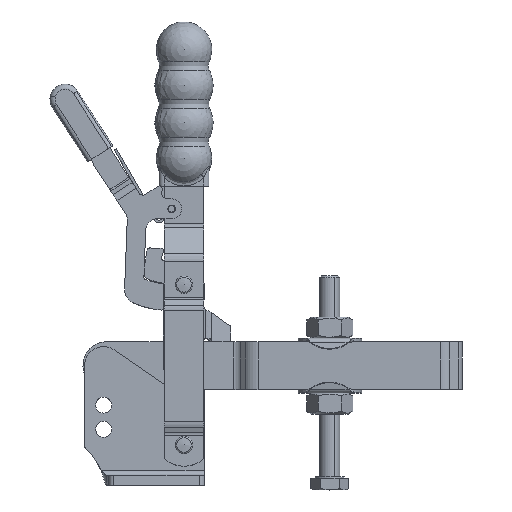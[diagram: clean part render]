
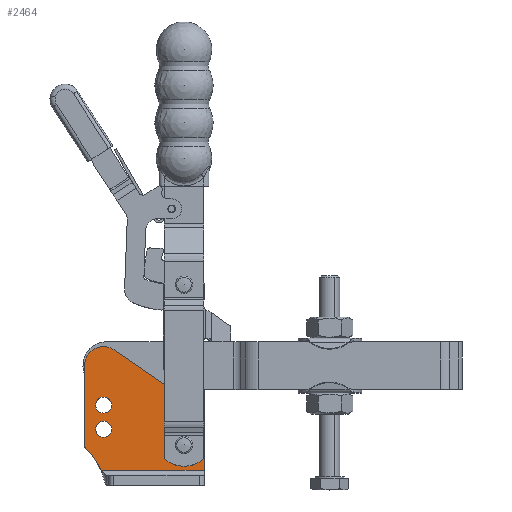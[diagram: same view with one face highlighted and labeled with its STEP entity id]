
A CAD part, top view. The second image highlights one B-rep face of the part: STEP entity #2464.
In plain terms, the highlighted planar face has unit normal (0, 0, 1).
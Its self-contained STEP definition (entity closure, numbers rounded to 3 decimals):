
#130=CARTESIAN_POINT('',(-21.571,40.666,4.));
#131=VERTEX_POINT('',#130);
#140=CARTESIAN_POINT('',(-15.201,40.666,4.));
#141=VERTEX_POINT('',#140);
#142=CARTESIAN_POINT('',(-18.386,40.666,4.));
#143=DIRECTION('',(0.0,0.0,-1.0));
#144=DIRECTION('',(-1.0,0.0,0.0));
#145=AXIS2_PLACEMENT_3D('',#142,#143,#144);
#146=CIRCLE('',#145,3.185);
#147=EDGE_CURVE('',#141,#131,#146,.T.);
#172=CARTESIAN_POINT('',(-21.571,31.046,4.));
#173=VERTEX_POINT('',#172);
#182=CARTESIAN_POINT('',(-15.201,31.046,4.));
#183=VERTEX_POINT('',#182);
#184=CARTESIAN_POINT('',(-18.386,31.046,4.));
#185=DIRECTION('',(0.0,0.0,-1.0));
#186=DIRECTION('',(-1.0,0.0,0.0));
#187=AXIS2_PLACEMENT_3D('',#184,#185,#186);
#188=CIRCLE('',#187,3.185);
#189=EDGE_CURVE('',#183,#173,#188,.T.);
#214=CARTESIAN_POINT('',(10.419,24.786,4.0));
#215=VERTEX_POINT('',#214);
#224=CARTESIAN_POINT('',(16.769,24.786,4.));
#225=VERTEX_POINT('',#224);
#226=CARTESIAN_POINT('',(13.594,24.786,4.));
#227=DIRECTION('',(0.0,0.0,1.0));
#228=DIRECTION('',(-1.0,0.0,0.0));
#229=AXIS2_PLACEMENT_3D('',#226,#227,#228);
#230=CIRCLE('',#229,3.175);
#231=EDGE_CURVE('',#215,#225,#230,.T.);
#2068=CARTESIAN_POINT('',(13.594,24.786,4.));
#2069=DIRECTION('',(0.0,0.0,1.0));
#2070=DIRECTION('',(-1.0,0.0,0.0));
#2071=AXIS2_PLACEMENT_3D('',#2068,#2069,#2070);
#2072=CIRCLE('',#2071,3.175);
#2073=EDGE_CURVE('',#225,#215,#2072,.T.);
#2274=CARTESIAN_POINT('',(-19.375,14.787,4.));
#2275=VERTEX_POINT('',#2274);
#2340=CARTESIAN_POINT('',(21.614,14.787,4.));
#2341=VERTEX_POINT('',#2340);
#2349=CARTESIAN_POINT('',(-19.375,14.787,4.));
#2350=DIRECTION('',(1.0,0.0,0.0));
#2351=VECTOR('',#2350,40.989);
#2352=LINE('',#2349,#2351);
#2353=EDGE_CURVE('',#2275,#2341,#2352,.T.);
#2365=CARTESIAN_POINT('',(-1.833,24.328,4.));
#2366=DIRECTION('',(0.0,0.0,1.0));
#2367=DIRECTION('',(1.0,0.0,0.0));
#2368=AXIS2_PLACEMENT_3D('',#2365,#2366,#2367);
#2369=PLANE('',#2368);
#2370=ORIENTED_EDGE('',*,*,#2353,.T.);
#2371=CARTESIAN_POINT('',(21.614,46.641,4.));
#2372=VERTEX_POINT('',#2371);
#2373=CARTESIAN_POINT('',(21.614,46.641,4.));
#2374=DIRECTION('',(0.0,-1.0,0.0));
#2375=VECTOR('',#2374,31.854);
#2376=LINE('',#2373,#2375);
#2377=EDGE_CURVE('',#2372,#2341,#2376,.T.);
#2378=ORIENTED_EDGE('',*,*,#2377,.F.);
#2379=CARTESIAN_POINT('',(19.978,47.413,4.));
#2380=VERTEX_POINT('',#2379);
#2381=CARTESIAN_POINT('',(20.614,46.641,4.));
#2382=DIRECTION('',(0.0,0.0,-1.0));
#2383=DIRECTION('',(1.0,0.0,0.0));
#2384=AXIS2_PLACEMENT_3D('',#2381,#2382,#2383);
#2385=CIRCLE('',#2384,1.0);
#2386=EDGE_CURVE('',#2380,#2372,#2385,.T.);
#2387=ORIENTED_EDGE('',*,*,#2386,.F.);
#2388=CARTESIAN_POINT('',(8.686,46.919,4.));
#2389=VERTEX_POINT('',#2388);
#2390=CARTESIAN_POINT('',(14.004,54.656,4.));
#2391=DIRECTION('',(0.,0.,1.));
#2392=DIRECTION('',(0.566,0.824,0.));
#2393=AXIS2_PLACEMENT_3D('',#2390,#2391,#2392);
#2394=CIRCLE('',#2393,9.389);
#2395=EDGE_CURVE('',#2389,#2380,#2394,.T.);
#2396=ORIENTED_EDGE('',*,*,#2395,.F.);
#2397=CARTESIAN_POINT('',(-14.161,62.621,4.));
#2398=VERTEX_POINT('',#2397);
#2399=CARTESIAN_POINT('',(-14.161,62.621,4.));
#2400=DIRECTION('',(0.824,-0.566,0.0));
#2401=VECTOR('',#2400,27.723);
#2402=LINE('',#2399,#2401);
#2403=EDGE_CURVE('',#2398,#2389,#2402,.T.);
#2404=ORIENTED_EDGE('',*,*,#2403,.F.);
#2405=CARTESIAN_POINT('',(-26.011,56.386,4.));
#2406=VERTEX_POINT('',#2405);
#2407=CARTESIAN_POINT('',(-18.446,56.386,4.));
#2408=DIRECTION('',(0.,0.,-1.0));
#2409=DIRECTION('',(0.566,0.824,0.));
#2410=AXIS2_PLACEMENT_3D('',#2407,#2408,#2409);
#2411=CIRCLE('',#2410,7.565);
#2412=EDGE_CURVE('',#2406,#2398,#2411,.T.);
#2413=ORIENTED_EDGE('',*,*,#2412,.F.);
#2414=CARTESIAN_POINT('',(-26.011,24.305,4.));
#2415=VERTEX_POINT('',#2414);
#2416=CARTESIAN_POINT('',(-26.011,24.305,4.));
#2417=DIRECTION('',(0.0,1.0,0.0));
#2418=VECTOR('',#2417,32.082);
#2419=LINE('',#2416,#2418);
#2420=EDGE_CURVE('',#2415,#2406,#2419,.T.);
#2421=ORIENTED_EDGE('',*,*,#2420,.F.);
#2422=CARTESIAN_POINT('',(-25.706,23.586,4.));
#2423=VERTEX_POINT('',#2422);
#2424=CARTESIAN_POINT('',(-25.011,24.305,4.));
#2425=DIRECTION('',(0.0,0.0,-1.0));
#2426=DIRECTION('',(-1.0,0.0,0.0));
#2427=AXIS2_PLACEMENT_3D('',#2424,#2425,#2426);
#2428=CIRCLE('',#2427,1.0);
#2429=EDGE_CURVE('',#2423,#2415,#2428,.T.);
#2430=ORIENTED_EDGE('',*,*,#2429,.F.);
#2431=CARTESIAN_POINT('',(-46.986,1.596,4.));
#2432=DIRECTION('',(0.0,0.0,1.0));
#2433=DIRECTION('',(-1.0,0.0,0.0));
#2434=AXIS2_PLACEMENT_3D('',#2431,#2432,#2433);
#2435=CIRCLE('',#2434,30.6);
#2436=EDGE_CURVE('',#2275,#2423,#2435,.T.);
#2437=ORIENTED_EDGE('',*,*,#2436,.F.);
#2438=EDGE_LOOP('',(#2370,#2378,#2387,#2396,#2404,#2413,#2421,#2430,#2437));
#2439=FACE_OUTER_BOUND('',#2438,.T.);
#2440=ORIENTED_EDGE('',*,*,#2073,.F.);
#2441=ORIENTED_EDGE('',*,*,#231,.F.);
#2442=EDGE_LOOP('',(#2440,#2441));
#2443=FACE_BOUND('',#2442,.T.);
#2444=ORIENTED_EDGE('',*,*,#189,.T.);
#2445=CARTESIAN_POINT('',(-18.386,31.046,4.));
#2446=DIRECTION('',(0.0,0.0,-1.0));
#2447=DIRECTION('',(-1.0,0.0,0.0));
#2448=AXIS2_PLACEMENT_3D('',#2445,#2446,#2447);
#2449=CIRCLE('',#2448,3.185);
#2450=EDGE_CURVE('',#173,#183,#2449,.T.);
#2451=ORIENTED_EDGE('',*,*,#2450,.T.);
#2452=EDGE_LOOP('',(#2444,#2451));
#2453=FACE_BOUND('',#2452,.T.);
#2454=ORIENTED_EDGE('',*,*,#147,.T.);
#2455=CARTESIAN_POINT('',(-18.386,40.666,4.));
#2456=DIRECTION('',(0.0,0.0,-1.0));
#2457=DIRECTION('',(-1.0,0.0,0.0));
#2458=AXIS2_PLACEMENT_3D('',#2455,#2456,#2457);
#2459=CIRCLE('',#2458,3.185);
#2460=EDGE_CURVE('',#131,#141,#2459,.T.);
#2461=ORIENTED_EDGE('',*,*,#2460,.T.);
#2462=EDGE_LOOP('',(#2454,#2461));
#2463=FACE_BOUND('',#2462,.T.);
#2464=ADVANCED_FACE('',(#2439,#2443,#2453,#2463),#2369,.T.);
